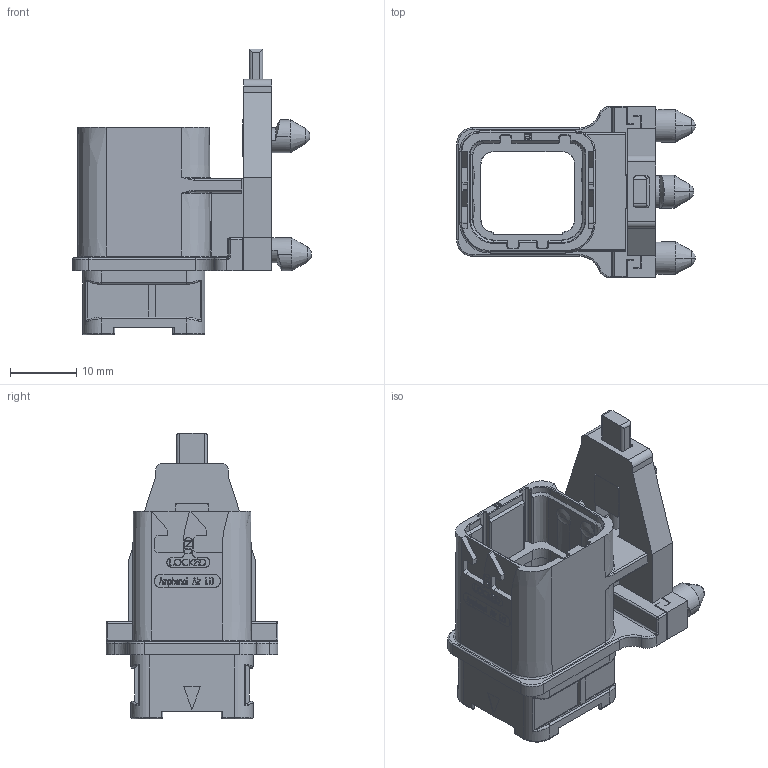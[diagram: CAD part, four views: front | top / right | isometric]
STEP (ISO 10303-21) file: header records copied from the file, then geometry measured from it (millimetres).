
FILE_DESCRIPTION((''),'2;1');
FILE_NAME('SIM2B28B000','2020-01-06T',('presta_be4'),(''),'CREO PARAMETRIC BY PTC INC, 2018360','CREO PARAMETRIC BY PTC INC, 2018360','');
FILE_SCHEMA(('CONFIG_CONTROL_DESIGN'));
Products named in the file (1): SIM2B28B000
Bounding box: 36.2 x 26 x 43.3 mm (x, y, z)
Volume: 6982.4 mm3; surface area: 7505.4 mm2
Topology: 3 solids, 3 shells, 1213 faces, 3289 edges, 2101 vertices
Faces by surface type: plane 753, cylinder 191, extrusion 96, torus 52, bspline 45, cone 41, sphere 35
Entity records: 50254 total; most frequent: CARTESIAN_POINT 20449, ORIENTED_EDGE 6550, DIRECTION 5530, EDGE_CURVE 3275, VECTOR 2468, LINE 2372, VERTEX_POINT 2101, AXIS2_PLACEMENT_3D 1531
